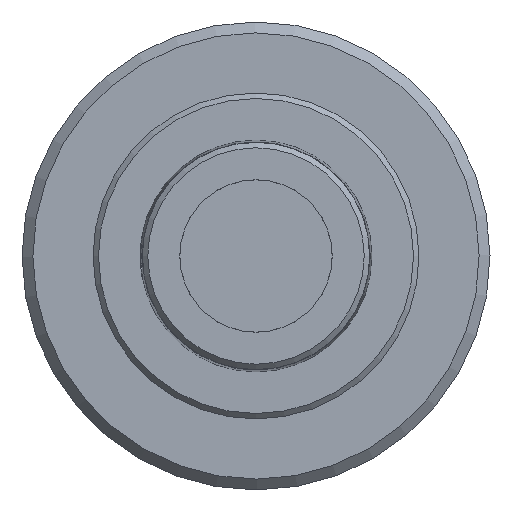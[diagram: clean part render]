
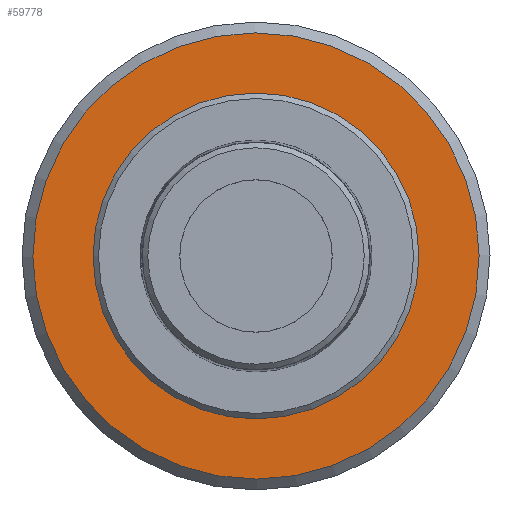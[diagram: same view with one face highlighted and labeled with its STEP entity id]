
A CAD part, left-side view. The second image highlights one B-rep face of the part: STEP entity #59778.
In plain terms, the highlighted planar face has unit normal (-1, 0, 0).
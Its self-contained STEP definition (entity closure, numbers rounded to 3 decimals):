
#4461=FACE_BOUND('',#15299,.T.);
#7683=PLANE('',#67859);
#11290=FACE_OUTER_BOUND('',#15298,.T.);
#15298=EDGE_LOOP('',(#54145));
#15299=EDGE_LOOP('',(#54146));
#16399=CIRCLE('',#67857,29.532);
#16401=CIRCLE('',#67860,41.);
#28093=VERTEX_POINT('',#130381);
#28094=VERTEX_POINT('',#130386);
#36872=EDGE_CURVE('',#28093,#28093,#16399,.T.);
#36874=EDGE_CURVE('',#28094,#28094,#16401,.T.);
#54145=ORIENTED_EDGE('',*,*,#36874,.F.);
#54146=ORIENTED_EDGE('',*,*,#36872,.T.);
#59778=ADVANCED_FACE('',(#11290,#4461),#7683,.T.);
#67857=AXIS2_PLACEMENT_3D('',#130383,#85542,#85543);
#67859=AXIS2_PLACEMENT_3D('',#130385,#85546,#85547);
#67860=AXIS2_PLACEMENT_3D('',#130387,#85548,#85549);
#85542=DIRECTION('center_axis',(1.,0.,0.));
#85543=DIRECTION('ref_axis',(0.,0.,-1.));
#85546=DIRECTION('center_axis',(-1.,0.,0.));
#85547=DIRECTION('ref_axis',(0.,0.,1.));
#85548=DIRECTION('center_axis',(1.,0.,0.));
#85549=DIRECTION('ref_axis',(0.,0.,-1.));
#130381=CARTESIAN_POINT('',(-17.1,0.,29.532));
#130383=CARTESIAN_POINT('Origin',(-17.1,0.,0.));
#130385=CARTESIAN_POINT('Origin',(-17.1,41.,0.));
#130386=CARTESIAN_POINT('',(-17.1,-41.,0.));
#130387=CARTESIAN_POINT('Origin',(-17.1,0.,0.));
